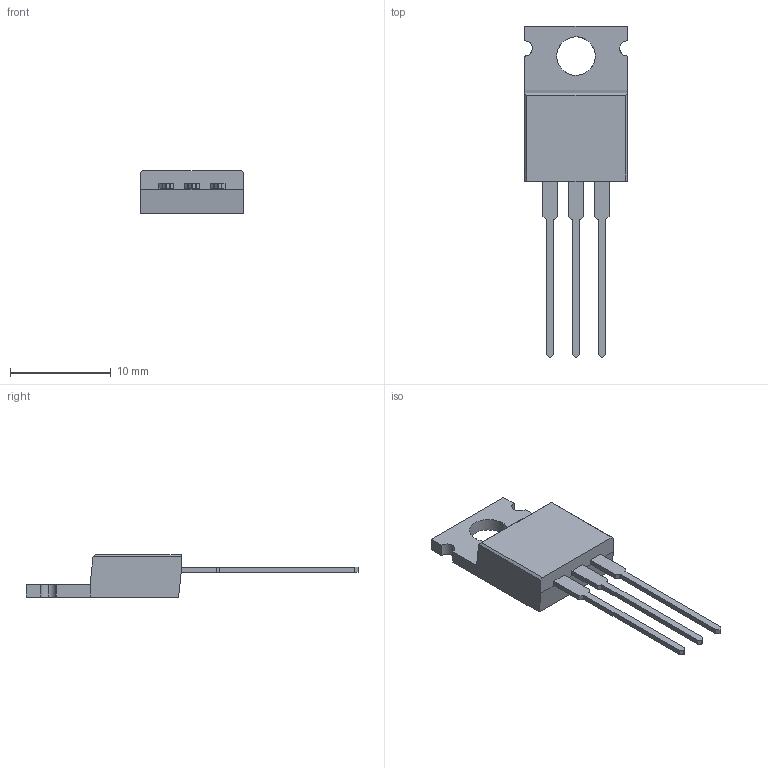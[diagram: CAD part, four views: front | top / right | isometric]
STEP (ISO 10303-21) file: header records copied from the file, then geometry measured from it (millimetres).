
FILE_DESCRIPTION (( 'STEP AP214' ), '1' );
FILE_NAME ('User Library-TO-220AB-1.STEP', '2018-08-29T04:51:29', ( '' ), ( '' ), 'SwSTEP 2.0', 'SolidWorks 2018', '' );
FILE_SCHEMA (( 'AUTOMOTIVE_DESIGN' ));
Length unit declared in the file: millimetre
Products named in the file (1): User Library-TO-220AB-1
Bounding box: 10.16 x 32.89 x 4.2 mm (x, y, z)
Volume: 463.4 mm3; surface area: 611 mm2
Topology: 1 solids, 1 shells, 64 faces, 177 edges, 118 vertices
Faces by surface type: plane 58, cylinder 6
Entity records: 2414 total; most frequent: CARTESIAN_POINT 675, ORIENTED_EDGE 354, DIRECTION 282, EDGE_CURVE 177, VECTOR 152, LINE 152, VERTEX_POINT 118, EDGE_LOOP 69
